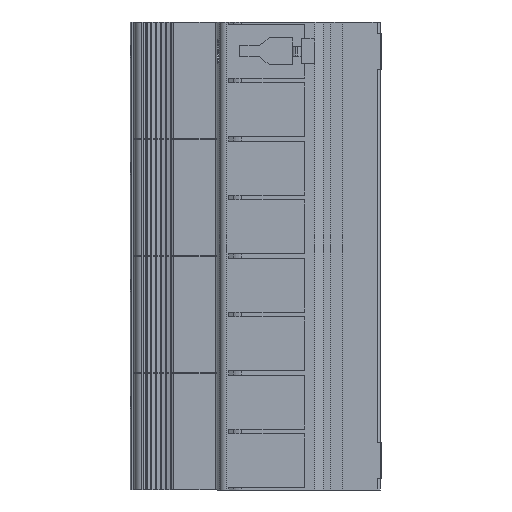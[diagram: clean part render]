
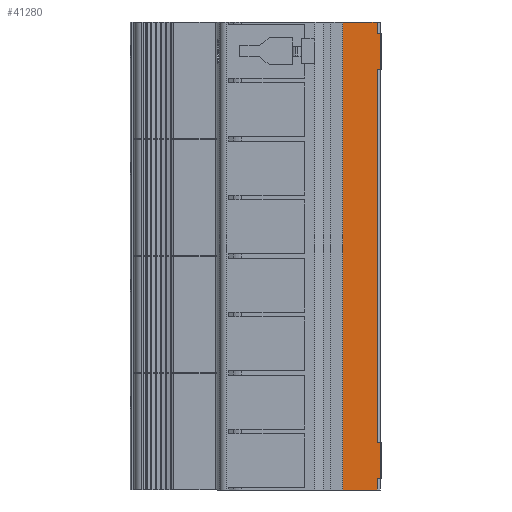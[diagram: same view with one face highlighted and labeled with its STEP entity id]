
A CAD part, front view. The second image highlights one B-rep face of the part: STEP entity #41280.
In plain terms, the highlighted planar face has unit normal (0, -1, 0).
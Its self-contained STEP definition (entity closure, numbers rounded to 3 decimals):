
#34=DIRECTION('',(1.,0.,0.));
#35=VECTOR('',#34,10.5);
#36=CARTESIAN_POINT('',(-4.7,-42.5,-8.9));
#37=LINE('',#36,#35);
#2433=DIRECTION('',(1.,0.,0.));
#2434=VECTOR('',#2433,10.5);
#2435=CARTESIAN_POINT('',(-4.7,-42.5,133.5));
#2436=LINE('',#2435,#2434);
#15247=DIRECTION('',(0.,0.,-1.));
#15248=VECTOR('',#15247,11.);
#15249=CARTESIAN_POINT('',(6.8,-42.5,130.1));
#15250=LINE('',#15249,#15248);
#15251=DIRECTION('',(0.,0.,-1.));
#15252=VECTOR('',#15251,11.);
#15253=CARTESIAN_POINT('',(6.8,-42.5,5.5));
#15254=LINE('',#15253,#15252);
#15255=DIRECTION('',(0.,0.,1.));
#15256=VECTOR('',#15255,142.4);
#15257=CARTESIAN_POINT('',(-4.7,-42.5,-8.9));
#15258=LINE('',#15257,#15256);
#15264=DIRECTION('',(0.,0.,1.));
#15265=VECTOR('',#15264,3.4);
#15266=CARTESIAN_POINT('',(5.8,-42.5,-8.9));
#15267=LINE('',#15266,#15265);
#15273=DIRECTION('',(0.,0.,1.));
#15274=VECTOR('',#15273,3.4);
#15275=CARTESIAN_POINT('',(5.8,-42.5,130.1));
#15276=LINE('',#15275,#15274);
#15287=DIRECTION('',(0.,0.,1.));
#15288=VECTOR('',#15287,113.6);
#15289=CARTESIAN_POINT('',(5.8,-42.5,5.5));
#15290=LINE('',#15289,#15288);
#15291=DIRECTION('',(-1.,0.,0.));
#15292=VECTOR('',#15291,1.);
#15293=CARTESIAN_POINT('',(6.8,-42.5,-5.5));
#15294=LINE('',#15293,#15292);
#15340=DIRECTION('',(-1.,0.,0.));
#15341=VECTOR('',#15340,1.);
#15342=CARTESIAN_POINT('',(6.8,-42.5,119.1));
#15343=LINE('',#15342,#15341);
#15409=DIRECTION('',(-1.,0.,0.));
#15410=VECTOR('',#15409,1.);
#15411=CARTESIAN_POINT('',(6.8,-42.5,130.1));
#15412=LINE('',#15411,#15410);
#15630=DIRECTION('',(-1.,0.,0.));
#15631=VECTOR('',#15630,1.);
#15632=CARTESIAN_POINT('',(6.8,-42.5,5.5));
#15633=LINE('',#15632,#15631);
#15793=CARTESIAN_POINT('',(-4.7,-42.5,-8.9));
#15794=VERTEX_POINT('',#15793);
#15795=CARTESIAN_POINT('',(5.8,-42.5,-8.9));
#15796=VERTEX_POINT('',#15795);
#16005=CARTESIAN_POINT('',(6.8,-42.5,5.5));
#16006=CARTESIAN_POINT('',(6.8,-42.5,-5.5));
#16007=VERTEX_POINT('',#16005);
#16008=VERTEX_POINT('',#16006);
#16013=CARTESIAN_POINT('',(5.8,-42.5,5.5));
#16015=VERTEX_POINT('',#16013);
#16017=CARTESIAN_POINT('',(5.8,-42.5,-5.5));
#16019=VERTEX_POINT('',#16017);
#17959=CARTESIAN_POINT('',(6.8,-42.5,130.1));
#17960=CARTESIAN_POINT('',(6.8,-42.5,119.1));
#17961=VERTEX_POINT('',#17959);
#17962=VERTEX_POINT('',#17960);
#17967=CARTESIAN_POINT('',(5.8,-42.5,130.1));
#17969=VERTEX_POINT('',#17967);
#17971=CARTESIAN_POINT('',(5.8,-42.5,119.1));
#17973=VERTEX_POINT('',#17971);
#19073=CARTESIAN_POINT('',(-4.7,-42.5,133.5));
#19074=VERTEX_POINT('',#19073);
#19075=CARTESIAN_POINT('',(5.8,-42.5,133.5));
#19076=VERTEX_POINT('',#19075);
#41252=CARTESIAN_POINT('',(-4.7,-42.5,-8.9));
#41253=DIRECTION('',(0.,-1.,0.));
#41254=DIRECTION('',(1.,0.,0.));
#41255=AXIS2_PLACEMENT_3D('',#41252,#41253,#41254);
#41256=PLANE('',#41255);
#41258=ORIENTED_EDGE('',*,*,#41257,.F.);
#41260=ORIENTED_EDGE('',*,*,#41259,.F.);
#41262=ORIENTED_EDGE('',*,*,#41261,.T.);
#41264=ORIENTED_EDGE('',*,*,#41263,.T.);
#41266=ORIENTED_EDGE('',*,*,#41265,.F.);
#41268=ORIENTED_EDGE('',*,*,#41267,.F.);
#41270=ORIENTED_EDGE('',*,*,#41269,.T.);
#41272=ORIENTED_EDGE('',*,*,#41271,.T.);
#41274=ORIENTED_EDGE('',*,*,#41273,.F.);
#41275=ORIENTED_EDGE('',*,*,#20660,.F.);
#41276=ORIENTED_EDGE('',*,*,#41246,.T.);
#41277=ORIENTED_EDGE('',*,*,#23371,.T.);
#41278=EDGE_LOOP('',(#41258,#41260,#41262,#41264,#41266,#41268,#41270,#41272,
#41274,#41275,#41276,#41277));
#41279=FACE_OUTER_BOUND('',#41278,.F.);
#41280=ADVANCED_FACE('',(#41279),#41256,.T.);
#20660=EDGE_CURVE('',#15794,#15796,#37,.T.);
#23371=EDGE_CURVE('',#19074,#19076,#2436,.T.);
#41246=EDGE_CURVE('',#15794,#19074,#15258,.T.);
#41257=EDGE_CURVE('',#17969,#19076,#15276,.T.);
#41259=EDGE_CURVE('',#17961,#17969,#15412,.T.);
#41261=EDGE_CURVE('',#17961,#17962,#15250,.T.);
#41263=EDGE_CURVE('',#17962,#17973,#15343,.T.);
#41265=EDGE_CURVE('',#16015,#17973,#15290,.T.);
#41267=EDGE_CURVE('',#16007,#16015,#15633,.T.);
#41269=EDGE_CURVE('',#16007,#16008,#15254,.T.);
#41271=EDGE_CURVE('',#16008,#16019,#15294,.T.);
#41273=EDGE_CURVE('',#15796,#16019,#15267,.T.);
